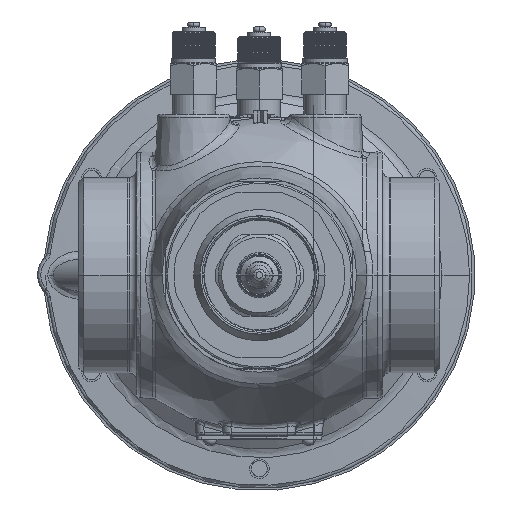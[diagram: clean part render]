
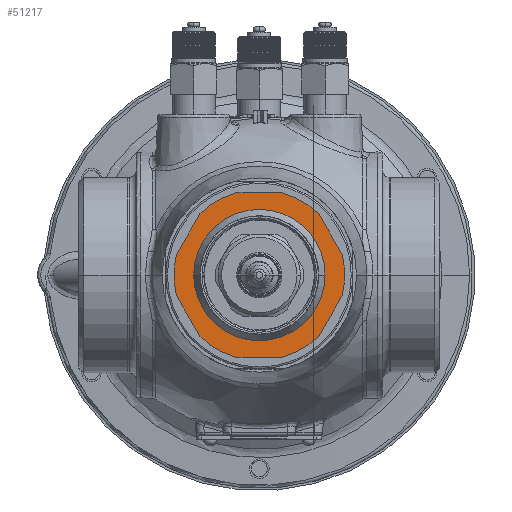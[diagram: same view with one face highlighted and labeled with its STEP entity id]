
A CAD part, front view. The second image highlights one B-rep face of the part: STEP entity #51217.
In plain terms, the highlighted face is planar.
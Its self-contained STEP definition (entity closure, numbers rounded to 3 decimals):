
#50518=CARTESIAN_POINT('',(0.,15.,0.));
#50519=DIRECTION('',(0.,1.,0.));
#50520=DIRECTION('',(0.97,0.,0.243));
#50521=AXIS2_PLACEMENT_3D('',#50518,#50519,#50520);
#50533=CARTESIAN_POINT('',(0.,15.,0.));
#50534=DIRECTION('',(0.,1.,0.));
#50535=DIRECTION('',(-0.97,0.,-0.243));
#50536=AXIS2_PLACEMENT_3D('',#50533,#50534,#50535);
#50546=CARTESIAN_POINT('',(0.,15.,0.));
#50547=DIRECTION('',(0.,-1.,0.));
#50548=DIRECTION('',(-1.,0.,0.));
#50549=AXIS2_PLACEMENT_3D('',#50546,#50547,#50548);
#50551=CARTESIAN_POINT('',(0.,15.,0.));
#50552=DIRECTION('',(0.,-1.,0.));
#50553=DIRECTION('',(1.,0.,0.));
#50554=AXIS2_PLACEMENT_3D('',#50551,#50552,#50553);
#50556=DIRECTION('',(0.5,0.,-0.866));
#50557=VECTOR('',#50556,14.283);
#50558=CARTESIAN_POINT('',(18.08,15.,18.685));
#50559=LINE('',#50558,#50557);
#50560=CARTESIAN_POINT('',(0.,15.,0.));
#50561=DIRECTION('',(0.,-1.,0.));
#50562=DIRECTION('',(0.695,0.,0.719));
#50563=AXIS2_PLACEMENT_3D('',#50560,#50561,#50562);
#50565=DIRECTION('',(1.,0.,0.));
#50566=VECTOR('',#50565,14.283);
#50567=CARTESIAN_POINT('',(-7.141,15.,25.));
#50568=LINE('',#50567,#50566);
#50569=CARTESIAN_POINT('',(0.,15.,0.));
#50570=DIRECTION('',(0.,-1.,0.));
#50571=DIRECTION('',(-0.275,0.,0.962));
#50572=AXIS2_PLACEMENT_3D('',#50569,#50570,#50571);
#50574=DIRECTION('',(0.5,0.,0.866));
#50575=VECTOR('',#50574,14.283);
#50576=CARTESIAN_POINT('',(-25.221,15.,6.315));
#50577=LINE('',#50576,#50575);
#50578=DIRECTION('',(-0.5,0.,0.866));
#50579=VECTOR('',#50578,14.283);
#50580=CARTESIAN_POINT('',(-18.08,15.,-18.685));
#50581=LINE('',#50580,#50579);
#50582=CARTESIAN_POINT('',(0.,15.,0.));
#50583=DIRECTION('',(0.,-1.,0.));
#50584=DIRECTION('',(-0.695,0.,-0.719));
#50585=AXIS2_PLACEMENT_3D('',#50582,#50583,#50584);
#50587=DIRECTION('',(-1.,0.,0.));
#50588=VECTOR('',#50587,14.283);
#50589=CARTESIAN_POINT('',(7.141,15.,-25.));
#50590=LINE('',#50589,#50588);
#50591=CARTESIAN_POINT('',(0.,15.,0.));
#50592=DIRECTION('',(0.,-1.,0.));
#50593=DIRECTION('',(0.275,0.,-0.962));
#50594=AXIS2_PLACEMENT_3D('',#50591,#50592,#50593);
#50596=DIRECTION('',(-0.5,0.,-0.866));
#50597=VECTOR('',#50596,14.283);
#50598=CARTESIAN_POINT('',(25.221,15.,-6.315));
#50599=LINE('',#50598,#50597);
#50860=CARTESIAN_POINT('',(18.08,15.,18.685));
#50861=CARTESIAN_POINT('',(7.141,15.,25.));
#50862=VERTEX_POINT('',#50860);
#50863=VERTEX_POINT('',#50861);
#50864=CARTESIAN_POINT('',(-7.141,15.,25.));
#50865=CARTESIAN_POINT('',(-18.08,15.,18.685));
#50866=VERTEX_POINT('',#50864);
#50867=VERTEX_POINT('',#50865);
#50868=CARTESIAN_POINT('',(-18.08,15.,-18.685));
#50869=CARTESIAN_POINT('',(-7.141,15.,-25.));
#50870=VERTEX_POINT('',#50868);
#50871=VERTEX_POINT('',#50869);
#50872=CARTESIAN_POINT('',(7.141,15.,-25.));
#50873=CARTESIAN_POINT('',(18.08,15.,-18.685));
#50874=VERTEX_POINT('',#50872);
#50875=VERTEX_POINT('',#50873);
#50876=CARTESIAN_POINT('',(25.221,15.,6.315));
#50878=VERTEX_POINT('',#50876);
#50880=CARTESIAN_POINT('',(-25.221,15.,6.315));
#50882=VERTEX_POINT('',#50880);
#50884=CARTESIAN_POINT('',(-25.221,15.,-6.315));
#50886=VERTEX_POINT('',#50884);
#50888=CARTESIAN_POINT('',(25.221,15.,-6.315));
#50890=VERTEX_POINT('',#50888);
#50924=CARTESIAN_POINT('',(20.,15.,0.));
#50926=VERTEX_POINT('',#50924);
#50928=CARTESIAN_POINT('',(-20.,15.,0.));
#50930=VERTEX_POINT('',#50928);
#51187=CARTESIAN_POINT('',(0.,15.,0.));
#51188=DIRECTION('',(0.,-1.,0.));
#51189=DIRECTION('',(-1.,0.,0.));
#51190=AXIS2_PLACEMENT_3D('',#51187,#51188,#51189);
#51191=PLANE('',#51190);
#51192=ORIENTED_EDGE('',*,*,#51119,.F.);
#51194=ORIENTED_EDGE('',*,*,#51193,.F.);
#51195=ORIENTED_EDGE('',*,*,#51137,.T.);
#51197=ORIENTED_EDGE('',*,*,#51196,.F.);
#51198=ORIENTED_EDGE('',*,*,#51152,.T.);
#51200=ORIENTED_EDGE('',*,*,#51199,.F.);
#51201=ORIENTED_EDGE('',*,*,#51167,.F.);
#51203=ORIENTED_EDGE('',*,*,#51202,.F.);
#51204=ORIENTED_EDGE('',*,*,#51107,.T.);
#51206=ORIENTED_EDGE('',*,*,#51205,.F.);
#51207=ORIENTED_EDGE('',*,*,#51092,.T.);
#51208=ORIENTED_EDGE('',*,*,#51182,.F.);
#51209=EDGE_LOOP('',(#51192,#51194,#51195,#51197,#51198,#51200,#51201,#51203,
#51204,#51206,#51207,#51208));
#51210=FACE_OUTER_BOUND('',#51209,.F.);
#51212=ORIENTED_EDGE('',*,*,#51211,.F.);
#51214=ORIENTED_EDGE('',*,*,#51213,.F.);
#51215=EDGE_LOOP('',(#51212,#51214));
#51216=FACE_BOUND('',#51215,.F.);
#51217=ADVANCED_FACE('',(#51210,#51216),#51191,.F.);
#50522=CIRCLE('',#50521,26.);
#50537=CIRCLE('',#50536,26.);
#50550=CIRCLE('',#50549,20.);
#50555=CIRCLE('',#50554,20.);
#50564=CIRCLE('',#50563,26.);
#50573=CIRCLE('',#50572,26.);
#50586=CIRCLE('',#50585,26.);
#50595=CIRCLE('',#50594,26.);
#51092=EDGE_CURVE('',#50874,#50875,#50595,.T.);
#51107=EDGE_CURVE('',#50870,#50871,#50586,.T.);
#51119=EDGE_CURVE('',#50878,#50890,#50522,.T.);
#51137=EDGE_CURVE('',#50862,#50863,#50564,.T.);
#51152=EDGE_CURVE('',#50866,#50867,#50573,.T.);
#51167=EDGE_CURVE('',#50886,#50882,#50537,.T.);
#51182=EDGE_CURVE('',#50890,#50875,#50599,.T.);
#51193=EDGE_CURVE('',#50862,#50878,#50559,.T.);
#51196=EDGE_CURVE('',#50866,#50863,#50568,.T.);
#51199=EDGE_CURVE('',#50882,#50867,#50577,.T.);
#51202=EDGE_CURVE('',#50870,#50886,#50581,.T.);
#51205=EDGE_CURVE('',#50874,#50871,#50590,.T.);
#51211=EDGE_CURVE('',#50930,#50926,#50550,.T.);
#51213=EDGE_CURVE('',#50926,#50930,#50555,.T.);
